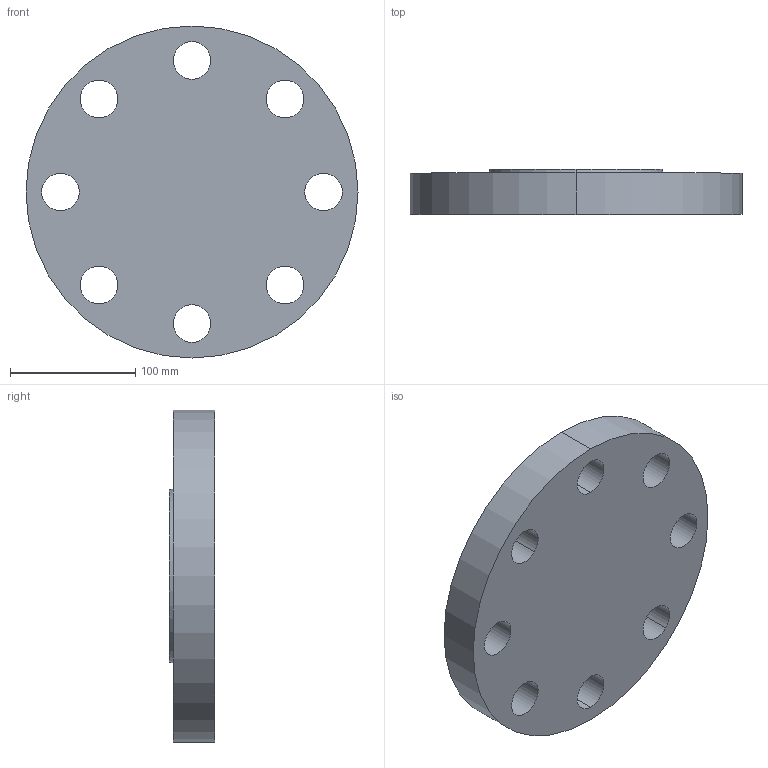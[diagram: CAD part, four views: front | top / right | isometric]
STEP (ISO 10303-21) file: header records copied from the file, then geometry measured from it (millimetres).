
FILE_DESCRIPTION (( 'STEP AP203' ), '1' );
FILE_NAME ('3D_R184_PN100_DN100_17655730.STEP', '2024-07-03T11:52:38', ( '' ), ( '' ), 'SwSTEP 2.0', 'SolidWorks 2024', '' );
FILE_SCHEMA (( 'CONFIG_CONTROL_DESIGN' ));
Length unit declared in the file: millimetre
Products named in the file (1): 3D_R184_PN100_DN100_17655730
Bounding box: 265 x 36 x 265 mm (x, y, z)
Volume: 1678538.7 mm3; surface area: 152447.6 mm2
Topology: 1 solids, 1 shells, 23 faces, 60 edges, 40 vertices
Faces by surface type: cylinder 18, plane 3, cone 2
Entity records: 843 total; most frequent: DIRECTION 148, CARTESIAN_POINT 124, ORIENTED_EDGE 120, AXIS2_PLACEMENT_3D 64, EDGE_CURVE 60, CIRCLE 40, EDGE_LOOP 40, VERTEX_POINT 40
